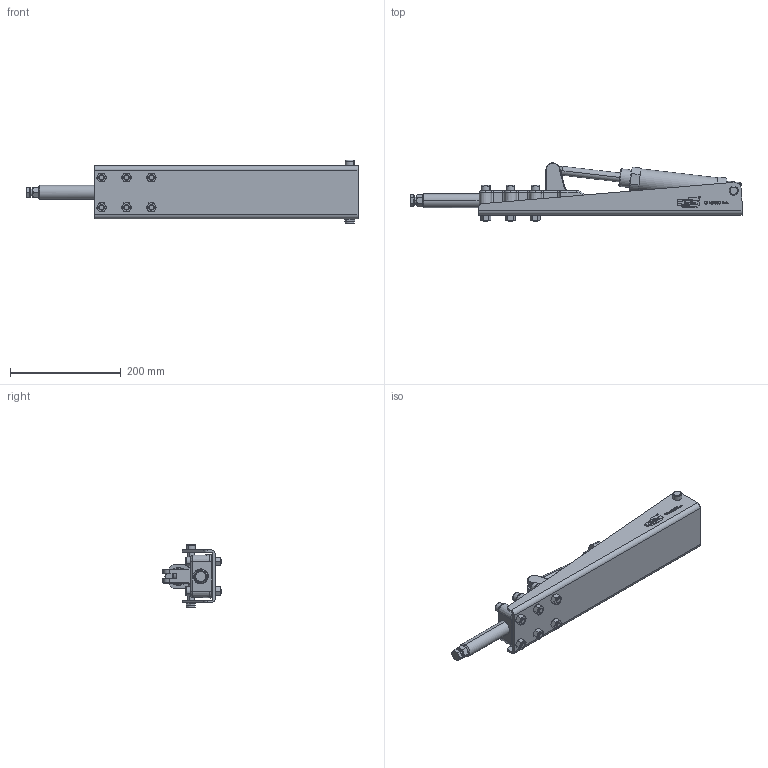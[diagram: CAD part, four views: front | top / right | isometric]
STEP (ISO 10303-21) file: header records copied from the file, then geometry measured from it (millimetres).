
FILE_DESCRIPTION (( 'STEP AP214' ), '1' );
FILE_NAME ('GH-32500HL-A(簡化).STEP', '2020-07-27T00:56:14', ( 'LinWei' ), ( '' ), 'SwSTEP 2.0', 'SolidWorks 2016', '' );
FILE_SCHEMA (( 'AUTOMOTIVE_DESIGN' ));
Length unit declared in the file: millimetre
Products named in the file (8): SDA serial cylinder A_SDA 40×100-1^GH-32500HL-A(簡化); 43250005-1^GH-32500HL-A(簡化); Group7^GH-32500HL-A(簡化); Group5^GH-32500HL-A(簡化); Group4^GH-32500HL-A(簡化); Group3^GH-32500HL-A(簡化); Group1^GH-32500HL-A(簡化); GH-32500HL-A(簡化)
Assembly tree (7 placements, depth 2):
  GH-32500HL-A(簡化)
    Group1^GH-32500HL-A(簡化)
    Group3^GH-32500HL-A(簡化)
    Group4^GH-32500HL-A(簡化)
    Group5^GH-32500HL-A(簡化)
    Group7^GH-32500HL-A(簡化)
    43250005-1^GH-32500HL-A(簡化)
    SDA serial cylinder A_SDA 40×100-1^GH-32500HL-A(簡化)
Bounding box: 599.5 x 105.48 x 114.56 mm (x, y, z)
Volume: 998207.7 mm3; surface area: 327859 mm2
Topology: 7 solids, 7 shells, 1321 faces, 3350 edges, 2094 vertices
Faces by surface type: plane 688, cylinder 290, cone 175, bspline 149, torus 19
Entity records: 57387 total; most frequent: CARTESIAN_POINT 20492, ORIENTED_EDGE 6636, DIRECTION 5996, EDGE_CURVE 3318, VERTEX_POINT 2094, AXIS2_PLACEMENT_3D 2006, LINE 1984, VECTOR 1984
